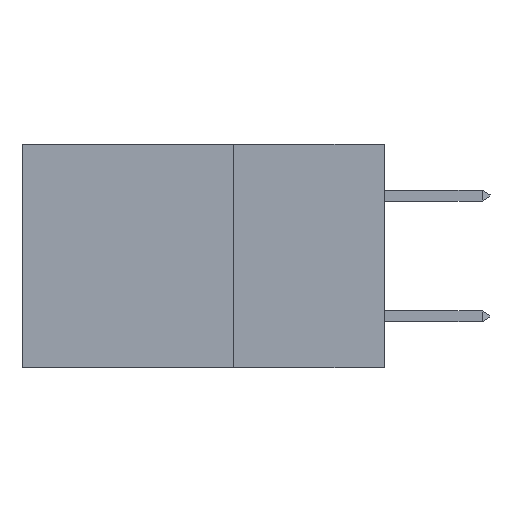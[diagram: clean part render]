
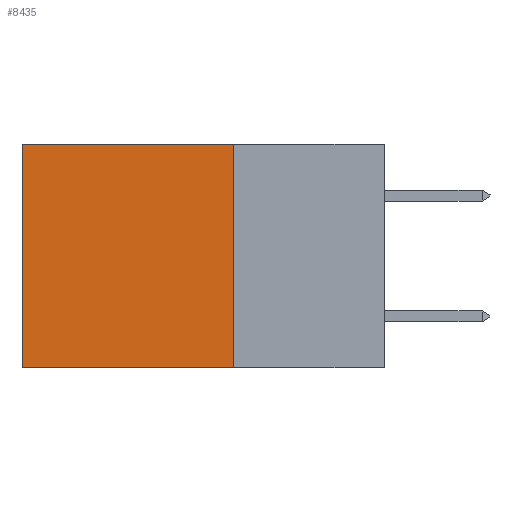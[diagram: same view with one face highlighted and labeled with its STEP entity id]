
A CAD part, left-side view. The second image highlights one B-rep face of the part: STEP entity #8435.
In plain terms, the highlighted planar face has unit normal (-1, 0, 0).
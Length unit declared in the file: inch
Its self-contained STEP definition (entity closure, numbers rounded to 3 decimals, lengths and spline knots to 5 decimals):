
#423 = LINE ( 'NONE', #5875, #4529 ) ;
#818 = LINE ( 'NONE', #6507, #9786 ) ;
#1741 = CARTESIAN_POINT ( 'NONE',  ( 0.2875, 0.25, 0. ) ) ;
#2093 = CARTESIAN_POINT ( 'NONE',  ( 0.2875, 0.6, -0.37 ) ) ;
#2122 = PLANE ( 'NONE',  #9687 ) ;
#3050 = FACE_OUTER_BOUND ( 'NONE', #6839, .T. ) ;
#3327 = VERTEX_POINT ( 'NONE', #10274 ) ;
#3417 = ORIENTED_EDGE ( 'NONE', *, *, #11440, .T. ) ;
#4170 = ORIENTED_EDGE ( 'NONE', *, *, #6691, .F. ) ;
#4427 = CARTESIAN_POINT ( 'NONE',  ( 0.2875, 0.25, 0. ) ) ;
#4529 = VECTOR ( 'NONE', #8721, 39.37008 ) ;
#5185 = DIRECTION ( 'NONE',  ( 0., 0., -1. ) ) ;
#5875 = CARTESIAN_POINT ( 'NONE',  ( 0.2875, 0.25, 0. ) ) ;
#6055 = ORIENTED_EDGE ( 'NONE', *, *, #7847, .F. ) ;
#6098 = DIRECTION ( 'NONE',  ( 1., 0., 0. ) ) ;
#6330 = CARTESIAN_POINT ( 'NONE',  ( 0.2875, 0.25, 0. ) ) ;
#6507 = CARTESIAN_POINT ( 'NONE',  ( 0.2875, 0.25, -0.37 ) ) ;
#6691 = EDGE_CURVE ( 'NONE', #10779, #11381, #818, .T. ) ;
#6839 = EDGE_LOOP ( 'NONE', ( #3417, #4170, #6055, #8594 ) ) ;
#6865 = DIRECTION ( 'NONE',  ( 0., 0., -1. ) ) ;
#7188 = DIRECTION ( 'NONE',  ( 0., 1., 0. ) ) ;
#7847 = EDGE_CURVE ( 'NONE', #9909, #10779, #423, .T. ) ;
#8435 = ADVANCED_FACE ( 'NONE', ( #3050 ), #2122, .F. ) ;
#8594 = ORIENTED_EDGE ( 'NONE', *, *, #11253, .T. ) ;
#8721 = DIRECTION ( 'NONE',  ( 0., 0., -1. ) ) ;
#9407 = VECTOR ( 'NONE', #6865, 39.37008 ) ;
#9687 = AXIS2_PLACEMENT_3D ( 'NONE', #6330, #6098, #5185 ) ;
#9786 = VECTOR ( 'NONE', #7188, 39.37008 ) ;
#9909 = VERTEX_POINT ( 'NONE', #1741 ) ;
#10061 = VECTOR ( 'NONE', #11048, 39.37008 ) ;
#10274 = CARTESIAN_POINT ( 'NONE',  ( 0.2875, 0.6, 0. ) ) ;
#10313 = CARTESIAN_POINT ( 'NONE',  ( 0.2875, 0.6, 0. ) ) ;
#10779 = VERTEX_POINT ( 'NONE', #11337 ) ;
#11048 = DIRECTION ( 'NONE',  ( 0., 1., 0. ) ) ;
#11253 = EDGE_CURVE ( 'NONE', #9909, #3327, #12035, .T. ) ;
#11337 = CARTESIAN_POINT ( 'NONE',  ( 0.2875, 0.25, -0.37 ) ) ;
#11381 = VERTEX_POINT ( 'NONE', #2093 ) ;
#11440 = EDGE_CURVE ( 'NONE', #3327, #11381, #11478, .T. ) ;
#11478 = LINE ( 'NONE', #10313, #9407 ) ;
#12035 = LINE ( 'NONE', #4427, #10061 ) ;
